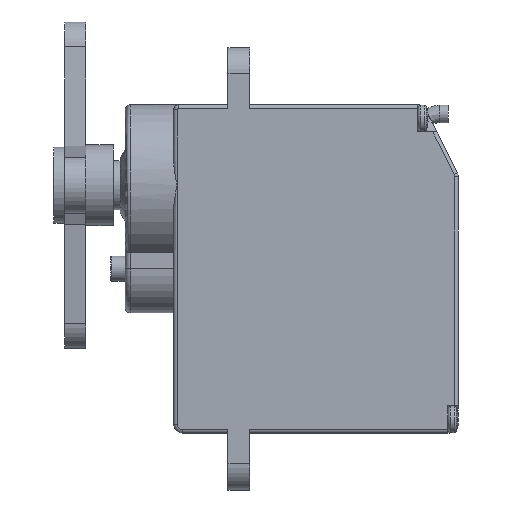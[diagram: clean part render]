
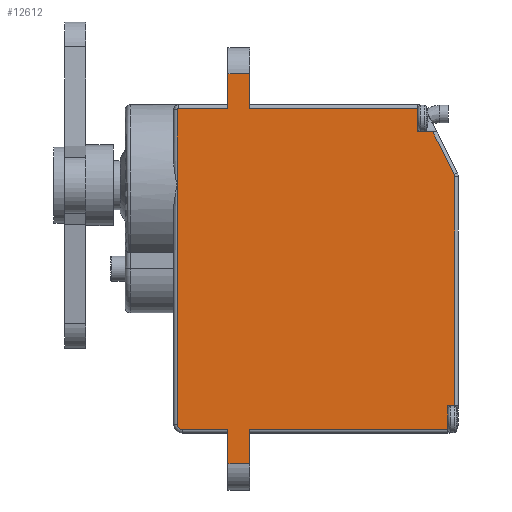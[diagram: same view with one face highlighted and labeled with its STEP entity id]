
A CAD part, left-side view. The second image highlights one B-rep face of the part: STEP entity #12612.
In plain terms, the highlighted planar face has unit normal (-1, 0, 0).
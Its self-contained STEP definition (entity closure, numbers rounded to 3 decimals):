
#690=PLANE('',#13515);
#1263=B_SPLINE_CURVE_WITH_KNOTS('',3,(#20520,#20521,#20522,#20523,#20524,
#20525,#20526,#20527,#20528,#20529,#20530,#20531,#20532,#20533,#20534,#20535,
#20536,#20537,#20538,#20539,#20540,#20541,#20542,#20543,#20544,#20545,#20546,
#20547,#20548,#20549,#20550,#20551,#20552,#20553),.UNSPECIFIED.,.F.,.F.,
(4,3,3,3,3,3,3,3,3,3,3,4),(0.,0.102,0.213,
0.328,0.443,0.5,0.593,0.695,
0.795,0.897,0.991,1.),.UNSPECIFIED.);
#1515=FACE_OUTER_BOUND('',#2227,.T.);
#2227=EDGE_LOOP('',(#9894,#9895,#9896,#9897,#9898,#9899,#9900,#9901,#9902,
#9903,#9904,#9905,#9906,#9907,#9908,#9909,#9910,#9911,#9912,#9913,#9914));
#3171=LINE('',#20227,#4416);
#3177=LINE('',#20246,#4422);
#3181=LINE('',#20264,#4426);
#3188=LINE('',#20288,#4433);
#3221=LINE('',#20500,#4466);
#3222=LINE('',#20502,#4467);
#3223=LINE('',#20504,#4468);
#3224=LINE('',#20506,#4469);
#3225=LINE('',#20510,#4470);
#3226=LINE('',#20512,#4471);
#3227=LINE('',#20514,#4472);
#3228=LINE('',#20515,#4473);
#3229=LINE('',#20516,#4474);
#3230=LINE('',#20518,#4475);
#3231=LINE('',#20554,#4476);
#3232=LINE('',#20556,#4477);
#3233=LINE('',#20559,#4478);
#3234=LINE('',#20560,#4479);
#4416=VECTOR('',#15159,1000.);
#4422=VECTOR('',#15175,1000.);
#4426=VECTOR('',#15191,1000.);
#4433=VECTOR('',#15210,1000.);
#4466=VECTOR('',#15291,1000.);
#4467=VECTOR('',#15292,1000.);
#4468=VECTOR('',#15293,1000.);
#4469=VECTOR('',#15294,1000.);
#4470=VECTOR('',#15297,1000.);
#4471=VECTOR('',#15298,1000.);
#4472=VECTOR('',#15299,1000.);
#4473=VECTOR('',#15300,1000.);
#4474=VECTOR('',#15301,1000.);
#4475=VECTOR('',#15302,1000.);
#4476=VECTOR('',#15303,1000.);
#4477=VECTOR('',#15304,1000.);
#4478=VECTOR('',#15307,1000.);
#4479=VECTOR('',#15308,1000.);
#5455=CIRCLE('',#13516,0.381);
#5456=CIRCLE('',#13517,0.381);
#5743=VERTEX_POINT('',#18153);
#6224=VERTEX_POINT('',#20224);
#6225=VERTEX_POINT('',#20226);
#6232=VERTEX_POINT('',#20243);
#6233=VERTEX_POINT('',#20245);
#6240=VERTEX_POINT('',#20261);
#6241=VERTEX_POINT('',#20263);
#6251=VERTEX_POINT('',#20285);
#6252=VERTEX_POINT('',#20287);
#6289=VERTEX_POINT('',#20499);
#6290=VERTEX_POINT('',#20501);
#6291=VERTEX_POINT('',#20503);
#6292=VERTEX_POINT('',#20505);
#6293=VERTEX_POINT('',#20507);
#6294=VERTEX_POINT('',#20509);
#6295=VERTEX_POINT('',#20511);
#6296=VERTEX_POINT('',#20513);
#6297=VERTEX_POINT('',#20517);
#6298=VERTEX_POINT('',#20519);
#6299=VERTEX_POINT('',#20555);
#6300=VERTEX_POINT('',#20557);
#7583=EDGE_CURVE('',#6224,#6225,#3171,.T.);
#7593=EDGE_CURVE('',#6232,#6233,#3177,.T.);
#7602=EDGE_CURVE('',#6240,#6241,#3181,.T.);
#7614=EDGE_CURVE('',#6251,#6252,#3188,.T.);
#7667=EDGE_CURVE('',#6251,#6289,#3221,.T.);
#7668=EDGE_CURVE('',#6289,#6290,#3222,.T.);
#7669=EDGE_CURVE('',#6290,#6291,#3223,.T.);
#7670=EDGE_CURVE('',#6291,#6292,#3224,.T.);
#7671=EDGE_CURVE('',#6292,#6293,#5455,.T.);
#7672=EDGE_CURVE('',#6293,#6294,#3225,.T.);
#7673=EDGE_CURVE('',#6294,#6295,#3226,.T.);
#7674=EDGE_CURVE('',#6295,#6296,#3227,.T.);
#7675=EDGE_CURVE('',#6296,#6225,#3228,.T.);
#7676=EDGE_CURVE('',#6224,#6233,#3229,.T.);
#7677=EDGE_CURVE('',#6232,#6297,#3230,.T.);
#7678=EDGE_CURVE('',#6297,#6298,#1263,.T.);
#7679=EDGE_CURVE('',#6298,#5743,#3231,.T.);
#7680=EDGE_CURVE('',#5743,#6299,#3232,.T.);
#7681=EDGE_CURVE('',#6299,#6300,#5456,.T.);
#7682=EDGE_CURVE('',#6300,#6241,#3233,.T.);
#7683=EDGE_CURVE('',#6240,#6252,#3234,.T.);
#9894=ORIENTED_EDGE('',*,*,#7667,.T.);
#9895=ORIENTED_EDGE('',*,*,#7668,.T.);
#9896=ORIENTED_EDGE('',*,*,#7669,.T.);
#9897=ORIENTED_EDGE('',*,*,#7670,.T.);
#9898=ORIENTED_EDGE('',*,*,#7671,.T.);
#9899=ORIENTED_EDGE('',*,*,#7672,.T.);
#9900=ORIENTED_EDGE('',*,*,#7673,.T.);
#9901=ORIENTED_EDGE('',*,*,#7674,.T.);
#9902=ORIENTED_EDGE('',*,*,#7675,.T.);
#9903=ORIENTED_EDGE('',*,*,#7583,.F.);
#9904=ORIENTED_EDGE('',*,*,#7676,.T.);
#9905=ORIENTED_EDGE('',*,*,#7593,.F.);
#9906=ORIENTED_EDGE('',*,*,#7677,.T.);
#9907=ORIENTED_EDGE('',*,*,#7678,.T.);
#9908=ORIENTED_EDGE('',*,*,#7679,.T.);
#9909=ORIENTED_EDGE('',*,*,#7680,.T.);
#9910=ORIENTED_EDGE('',*,*,#7681,.T.);
#9911=ORIENTED_EDGE('',*,*,#7682,.T.);
#9912=ORIENTED_EDGE('',*,*,#7602,.F.);
#9913=ORIENTED_EDGE('',*,*,#7683,.T.);
#9914=ORIENTED_EDGE('',*,*,#7614,.F.);
#12612=ADVANCED_FACE('',(#1515),#690,.T.);
#13515=AXIS2_PLACEMENT_3D('',#20498,#15289,#15290);
#13516=AXIS2_PLACEMENT_3D('',#20508,#15295,#15296);
#13517=AXIS2_PLACEMENT_3D('',#20558,#15305,#15306);
#15159=DIRECTION('',(0.,0.,-1.));
#15175=DIRECTION('',(0.,0.,1.));
#15191=DIRECTION('',(0.,0.,1.));
#15210=DIRECTION('',(0.,0.,-1.));
#15289=DIRECTION('center_axis',(-1.,0.,0.));
#15290=DIRECTION('ref_axis',(0.,0.,-1.));
#15291=DIRECTION('',(0.,-1.,0.));
#15292=DIRECTION('',(0.,0.,1.));
#15293=DIRECTION('',(0.,-1.,0.));
#15294=DIRECTION('',(0.,0.,1.));
#15295=DIRECTION('center_axis',(-1.,0.,0.));
#15296=DIRECTION('ref_axis',(0.,-1.,0.));
#15297=DIRECTION('',(0.,0.447,0.894));
#15298=DIRECTION('',(0.,1.,0.));
#15299=DIRECTION('',(0.,0.,1.));
#15300=DIRECTION('',(0.,1.,0.));
#15301=DIRECTION('',(0.,1.,0.));
#15302=DIRECTION('',(0.,1.,0.));
#15303=DIRECTION('',(0.,0.,-1.));
#15304=DIRECTION('',(0.,0.,-1.));
#15305=DIRECTION('center_axis',(-1.,0.,0.));
#15306=DIRECTION('ref_axis',(0.,0.,-1.));
#15307=DIRECTION('',(0.,-1.,0.));
#15308=DIRECTION('',(0.,-1.,0.));
#18153=CARTESIAN_POINT('',(-5.842,5.258,0.));
#20224=CARTESIAN_POINT('',(-5.842,0.,8.064));
#20226=CARTESIAN_POINT('',(-5.842,0.,5.588));
#20227=CARTESIAN_POINT('',(-5.842,0.,7.777));
#20243=CARTESIAN_POINT('',(-5.842,1.575,5.588));
#20245=CARTESIAN_POINT('',(-5.842,1.575,8.064));
#20246=CARTESIAN_POINT('',(-5.842,1.575,7.779));
#20261=CARTESIAN_POINT('',(-5.842,1.575,-20.18));
#20263=CARTESIAN_POINT('',(-5.842,1.575,-17.704));
#20264=CARTESIAN_POINT('',(-5.842,1.575,-19.895));
#20285=CARTESIAN_POINT('',(-5.842,0.,-17.704));
#20287=CARTESIAN_POINT('',(-5.842,0.,-20.18));
#20288=CARTESIAN_POINT('',(-5.842,0.,-19.895));
#20498=CARTESIAN_POINT('Origin',(-5.842,1.575,8.064));
#20499=CARTESIAN_POINT('',(-5.842,-14.351,-17.704));
#20500=CARTESIAN_POINT('',(-5.842,-6.724,-17.704));
#20501=CARTESIAN_POINT('',(-5.842,-14.351,-15.977));
#20502=CARTESIAN_POINT('',(-5.842,-14.351,-6.058));
#20503=CARTESIAN_POINT('',(-5.842,-14.859,-15.977));
#20504=CARTESIAN_POINT('',(-5.842,-6.724,-15.977));
#20505=CARTESIAN_POINT('',(-5.842,-14.859,0.612));
#20506=CARTESIAN_POINT('',(-5.842,-14.859,-6.058));
#20507=CARTESIAN_POINT('',(-5.842,-14.819,0.782));
#20508=CARTESIAN_POINT('Origin',(-5.842,-14.478,0.612));
#20509=CARTESIAN_POINT('',(-5.842,-13.28,3.861));
#20510=CARTESIAN_POINT('',(-5.842,-14.819,0.782));
#20511=CARTESIAN_POINT('',(-5.842,-12.181,3.861));
#20512=CARTESIAN_POINT('',(-5.842,-6.724,3.861));
#20513=CARTESIAN_POINT('',(-5.842,-12.181,5.588));
#20514=CARTESIAN_POINT('',(-5.842,-12.181,-6.058));
#20515=CARTESIAN_POINT('',(-5.842,-6.724,5.588));
#20516=CARTESIAN_POINT('',(-5.842,-6.724,8.064));
#20517=CARTESIAN_POINT('',(-5.842,5.131,5.588));
#20518=CARTESIAN_POINT('',(-5.842,-4.801,5.588));
#20519=CARTESIAN_POINT('',(-5.842,5.258,5.461));
#20520=CARTESIAN_POINT('Ctrl Pts',(-5.842,5.131,5.588));
#20521=CARTESIAN_POINT('Ctrl Pts',(-5.842,5.138,5.588));
#20522=CARTESIAN_POINT('Ctrl Pts',(-5.842,5.145,5.588));
#20523=CARTESIAN_POINT('Ctrl Pts',(-5.842,5.151,5.587));
#20524=CARTESIAN_POINT('Ctrl Pts',(-5.842,5.159,5.585));
#20525=CARTESIAN_POINT('Ctrl Pts',(-5.842,5.166,5.583));
#20526=CARTESIAN_POINT('Ctrl Pts',(-5.842,5.172,5.581));
#20527=CARTESIAN_POINT('Ctrl Pts',(-5.842,5.18,5.579));
#20528=CARTESIAN_POINT('Ctrl Pts',(-5.842,5.186,5.575));
#20529=CARTESIAN_POINT('Ctrl Pts',(-5.842,5.193,5.572));
#20530=CARTESIAN_POINT('Ctrl Pts',(-5.842,5.2,5.568));
#20531=CARTESIAN_POINT('Ctrl Pts',(-5.842,5.206,5.564));
#20532=CARTESIAN_POINT('Ctrl Pts',(-5.842,5.212,5.559));
#20533=CARTESIAN_POINT('Ctrl Pts',(-5.842,5.215,5.556));
#20534=CARTESIAN_POINT('Ctrl Pts',(-5.842,5.218,5.554));
#20535=CARTESIAN_POINT('Ctrl Pts',(-5.842,5.221,5.551));
#20536=CARTESIAN_POINT('Ctrl Pts',(-5.842,5.225,5.546));
#20537=CARTESIAN_POINT('Ctrl Pts',(-5.842,5.229,5.542));
#20538=CARTESIAN_POINT('Ctrl Pts',(-5.842,5.233,5.537));
#20539=CARTESIAN_POINT('Ctrl Pts',(-5.842,5.237,5.531));
#20540=CARTESIAN_POINT('Ctrl Pts',(-5.842,5.241,5.526));
#20541=CARTESIAN_POINT('Ctrl Pts',(-5.842,5.244,5.52));
#20542=CARTESIAN_POINT('Ctrl Pts',(-5.842,5.247,5.514));
#20543=CARTESIAN_POINT('Ctrl Pts',(-5.842,5.249,5.508));
#20544=CARTESIAN_POINT('Ctrl Pts',(-5.842,5.251,5.502));
#20545=CARTESIAN_POINT('Ctrl Pts',(-5.842,5.253,5.496));
#20546=CARTESIAN_POINT('Ctrl Pts',(-5.842,5.255,5.489));
#20547=CARTESIAN_POINT('Ctrl Pts',(-5.842,5.256,5.482));
#20548=CARTESIAN_POINT('Ctrl Pts',(-5.842,5.257,5.476));
#20549=CARTESIAN_POINT('Ctrl Pts',(-5.842,5.258,5.47));
#20550=CARTESIAN_POINT('Ctrl Pts',(-5.842,5.258,5.463));
#20551=CARTESIAN_POINT('Ctrl Pts',(-5.842,5.258,5.462));
#20552=CARTESIAN_POINT('Ctrl Pts',(-5.842,5.258,5.462));
#20553=CARTESIAN_POINT('Ctrl Pts',(-5.842,5.258,5.461));
#20554=CARTESIAN_POINT('',(-5.842,5.258,-6.058));
#20555=CARTESIAN_POINT('',(-5.842,5.258,-17.323));
#20556=CARTESIAN_POINT('',(-5.842,5.258,-6.058));
#20557=CARTESIAN_POINT('',(-5.842,4.877,-17.704));
#20558=CARTESIAN_POINT('Origin',(-5.842,4.877,-17.323));
#20559=CARTESIAN_POINT('',(-5.842,-4.801,-17.704));
#20560=CARTESIAN_POINT('',(-5.842,-6.724,-20.18));
